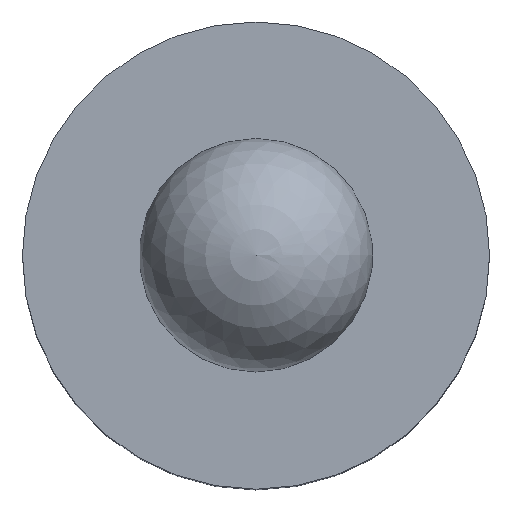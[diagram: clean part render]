
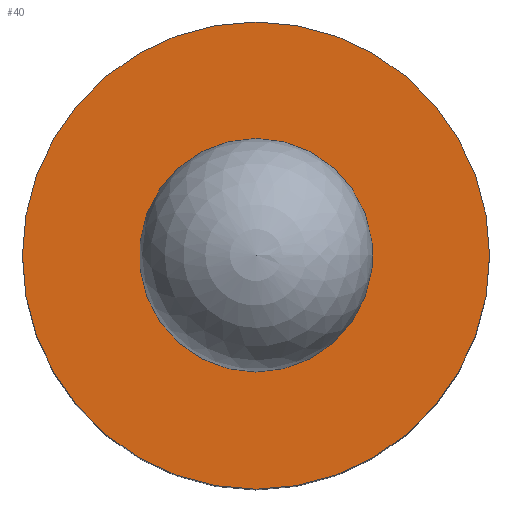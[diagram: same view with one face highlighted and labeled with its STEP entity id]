
A CAD part, top view. The second image highlights one B-rep face of the part: STEP entity #40.
In plain terms, the highlighted planar face has unit normal (0, 0, 1).
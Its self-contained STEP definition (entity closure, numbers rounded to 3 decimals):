
#40 = ADVANCED_FACE( '', ( #78, #79 ), #80, .T. );
#78 = FACE_BOUND( '', #108, .T. );
#79 = FACE_OUTER_BOUND( '', #109, .T. );
#80 = PLANE( '', #110 );
#108 = EDGE_LOOP( '', ( #142 ) );
#109 = EDGE_LOOP( '', ( #143 ) );
#110 = AXIS2_PLACEMENT_3D( '', #144, #145, #146 );
#142 = ORIENTED_EDGE( '', *, *, #156, .F. );
#143 = ORIENTED_EDGE( '', *, *, #152, .T. );
#144 = CARTESIAN_POINT( '', ( 0., 0., 3.1 ) );
#145 = DIRECTION( '', ( 0., 0., 1. ) );
#146 = DIRECTION( '', ( 1., 0., 0. ) );
#152 = EDGE_CURVE( '', #165, #165, #166, .T. );
#156 = EDGE_CURVE( '', #171, #171, #172, .T. );
#165 = VERTEX_POINT( '', #181 );
#166 = CIRCLE( '', #182, 5. );
#171 = VERTEX_POINT( '', #187 );
#172 = CIRCLE( '', #188, 1.546 );
#181 = CARTESIAN_POINT( '', ( 0., 5., 3.1 ) );
#182 = AXIS2_PLACEMENT_3D( '', #197, #198, #199 );
#187 = CARTESIAN_POINT( '', ( 1.546, 0., 3.1 ) );
#188 = AXIS2_PLACEMENT_3D( '', #203, #204, #205 );
#197 = CARTESIAN_POINT( '', ( 0., 0., 3.1 ) );
#198 = DIRECTION( '', ( 0., 0., 1. ) );
#199 = DIRECTION( '', ( 0., 1., 0. ) );
#203 = CARTESIAN_POINT( '', ( 0., 0., 3.1 ) );
#204 = DIRECTION( '', ( 0., 0., 1. ) );
#205 = DIRECTION( '', ( 1., 0., 0. ) );
